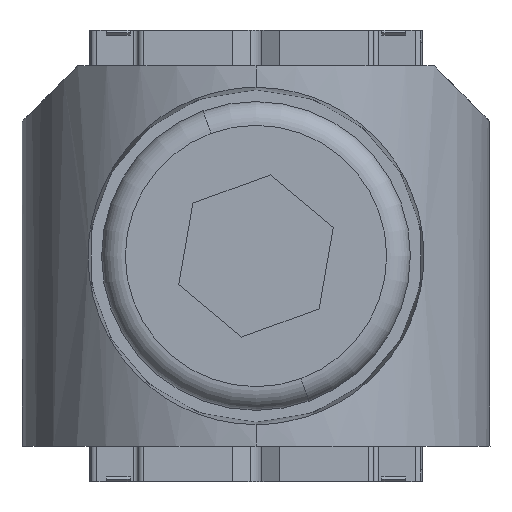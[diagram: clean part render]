
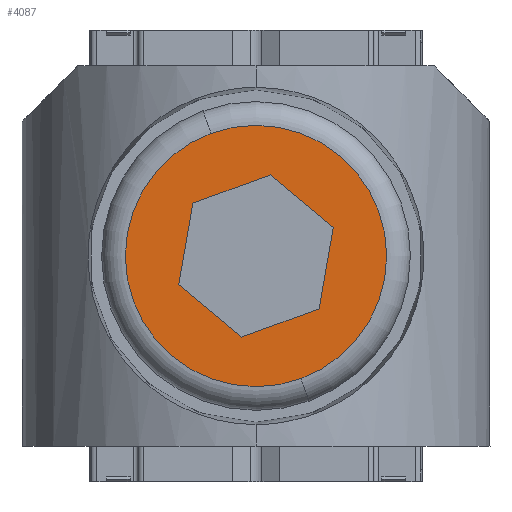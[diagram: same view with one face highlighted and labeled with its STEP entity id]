
A CAD part, left-side view. The second image highlights one B-rep face of the part: STEP entity #4087.
In plain terms, the highlighted face is planar.
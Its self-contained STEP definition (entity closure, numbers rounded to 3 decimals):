
#183 = ORIENTED_EDGE ( 'NONE', *, *, #7004, .F. ) ;
#233 = EDGE_LOOP ( 'NONE', ( #5777, #5334 ) ) ;
#241 = CARTESIAN_POINT ( 'NONE',  ( -3., -1.732, 0. ) ) ;
#356 = VECTOR ( 'NONE', #2424, 1000. ) ;
#447 = CARTESIAN_POINT ( 'NONE',  ( -3., 1.732, 0. ) ) ;
#479 = VECTOR ( 'NONE', #5195, 1000. ) ;
#616 = CARTESIAN_POINT ( 'NONE',  ( 3., 1.732, 0. ) ) ;
#944 = ORIENTED_EDGE ( 'NONE', *, *, #4884, .F. ) ;
#1042 = DIRECTION ( 'NONE',  ( 0., -1., 0. ) ) ;
#1116 = DIRECTION ( 'NONE',  ( 0., 0., 1. ) ) ;
#1201 = ORIENTED_EDGE ( 'NONE', *, *, #6950, .F. ) ;
#1254 = FACE_OUTER_BOUND ( 'NONE', #233, .T. ) ;
#1294 = CARTESIAN_POINT ( 'NONE',  ( 3., -1.732, 0. ) ) ;
#1326 = CARTESIAN_POINT ( 'NONE',  ( 0., 3.464, 0. ) ) ;
#1507 = CARTESIAN_POINT ( 'NONE',  ( -5.5, 0., 0. ) ) ;
#1686 = DIRECTION ( 'NONE',  ( 1., 0., 0. ) ) ;
#1809 = CARTESIAN_POINT ( 'NONE',  ( 0., 3.464, 0. ) ) ;
#1938 = AXIS2_PLACEMENT_3D ( 'NONE', #4588, #5218, #1686 ) ;
#2078 = VERTEX_POINT ( 'NONE', #3456 ) ;
#2322 = VERTEX_POINT ( 'NONE', #241 ) ;
#2372 = VECTOR ( 'NONE', #1042, 1000. ) ;
#2392 = AXIS2_PLACEMENT_3D ( 'NONE', #4647, #1116, #5225 ) ;
#2424 = DIRECTION ( 'NONE',  ( -0.866, 0.5, 0. ) ) ;
#2557 = EDGE_LOOP ( 'NONE', ( #6291, #183, #7376, #5188, #944, #1201 ) ) ;
#2745 = VECTOR ( 'NONE', #5698, 1000. ) ;
#2830 = VERTEX_POINT ( 'NONE', #6287 ) ;
#2921 = AXIS2_PLACEMENT_3D ( 'NONE', #6652, #3126, #7266 ) ;
#3126 = DIRECTION ( 'NONE',  ( 0., 0., 1. ) ) ;
#3456 = CARTESIAN_POINT ( 'NONE',  ( -3., 1.732, 0. ) ) ;
#3590 = CIRCLE ( 'NONE', #2392, 5.5 ) ;
#3791 = LINE ( 'NONE', #7549, #479 ) ;
#3921 = CARTESIAN_POINT ( 'NONE',  ( 3., -1.732, 0. ) ) ;
#3931 = VERTEX_POINT ( 'NONE', #1507 ) ;
#3981 = LINE ( 'NONE', #6313, #4162 ) ;
#4038 = PLANE ( 'NONE',  #1938 ) ;
#4087 = ADVANCED_FACE ( 'NONE', ( #1254, #5584 ), #4038, .T. ) ;
#4127 = VECTOR ( 'NONE', #7187, 1000. ) ;
#4162 = VECTOR ( 'NONE', #6910, 1000. ) ;
#4353 = LINE ( 'NONE', #3921, #2745 ) ;
#4588 = CARTESIAN_POINT ( 'NONE',  ( 0., 0., 0. ) ) ;
#4647 = CARTESIAN_POINT ( 'NONE',  ( 0., 0., 0. ) ) ;
#4884 = EDGE_CURVE ( 'NONE', #5150, #5190, #6035, .T. ) ;
#4937 = EDGE_CURVE ( 'NONE', #5190, #2078, #7260, .T. ) ;
#5072 = CIRCLE ( 'NONE', #2921, 5.5 ) ;
#5150 = VERTEX_POINT ( 'NONE', #616 ) ;
#5188 = ORIENTED_EDGE ( 'NONE', *, *, #4937, .F. ) ;
#5190 = VERTEX_POINT ( 'NONE', #1809 ) ;
#5195 = DIRECTION ( 'NONE',  ( 0.866, 0.5, 0. ) ) ;
#5218 = DIRECTION ( 'NONE',  ( 0., 0., 1. ) ) ;
#5225 = DIRECTION ( 'NONE',  ( 1., 0., 0. ) ) ;
#5334 = ORIENTED_EDGE ( 'NONE', *, *, #7055, .T. ) ;
#5391 = CARTESIAN_POINT ( 'NONE',  ( 3., 1.732, 0. ) ) ;
#5584 = FACE_BOUND ( 'NONE', #2557, .T. ) ;
#5698 = DIRECTION ( 'NONE',  ( 0., 1., 0. ) ) ;
#5727 = LINE ( 'NONE', #447, #2372 ) ;
#5777 = ORIENTED_EDGE ( 'NONE', *, *, #7310, .T. ) ;
#5881 = CARTESIAN_POINT ( 'NONE',  ( 5.5, 0., 0. ) ) ;
#5905 = VERTEX_POINT ( 'NONE', #5881 ) ;
#5983 = VERTEX_POINT ( 'NONE', #1294 ) ;
#6035 = LINE ( 'NONE', #5391, #356 ) ;
#6287 = CARTESIAN_POINT ( 'NONE',  ( 0., -3.464, 0. ) ) ;
#6291 = ORIENTED_EDGE ( 'NONE', *, *, #7037, .F. ) ;
#6313 = CARTESIAN_POINT ( 'NONE',  ( -3., -1.732, 0. ) ) ;
#6652 = CARTESIAN_POINT ( 'NONE',  ( 0., 0., 0. ) ) ;
#6910 = DIRECTION ( 'NONE',  ( 0.866, -0.5, 0. ) ) ;
#6950 = EDGE_CURVE ( 'NONE', #5983, #5150, #4353, .T. ) ;
#6993 = EDGE_CURVE ( 'NONE', #2078, #2322, #5727, .T. ) ;
#7004 = EDGE_CURVE ( 'NONE', #2322, #2830, #3981, .T. ) ;
#7037 = EDGE_CURVE ( 'NONE', #2830, #5983, #3791, .T. ) ;
#7055 = EDGE_CURVE ( 'NONE', #3931, #5905, #3590, .T. ) ;
#7187 = DIRECTION ( 'NONE',  ( -0.866, -0.5, 0. ) ) ;
#7260 = LINE ( 'NONE', #1326, #4127 ) ;
#7266 = DIRECTION ( 'NONE',  ( 1., 0., 0. ) ) ;
#7310 = EDGE_CURVE ( 'NONE', #5905, #3931, #5072, .T. ) ;
#7376 = ORIENTED_EDGE ( 'NONE', *, *, #6993, .F. ) ;
#7549 = CARTESIAN_POINT ( 'NONE',  ( 0., -3.464, 0. ) ) ;
